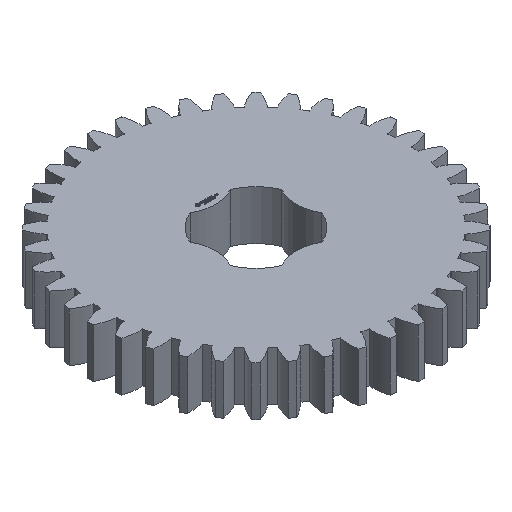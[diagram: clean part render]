
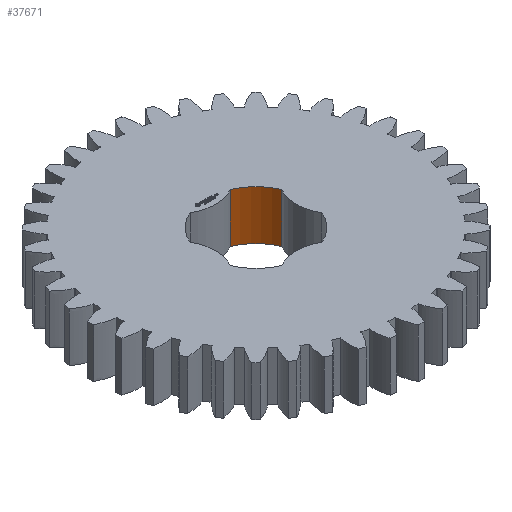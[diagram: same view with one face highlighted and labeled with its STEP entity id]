
A CAD part, isometric view. The second image highlights one B-rep face of the part: STEP entity #37671.
In plain terms, the highlighted cylindrical face has radius 6.35 mm (diameter 12.7 mm), a partial arc.
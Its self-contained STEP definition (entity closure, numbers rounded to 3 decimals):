
#93 = PLANE('',#94);
#94 = AXIS2_PLACEMENT_3D('',#95,#96,#97);
#95 = CARTESIAN_POINT('',(0.,0.,6.25)
  );
#96 = DIRECTION('',(0.,0.,1.));
#97 = DIRECTION('',(1.,0.,0.));
#168 = PLANE('',#169);
#169 = AXIS2_PLACEMENT_3D('',#170,#171,#172);
#170 = CARTESIAN_POINT('',(0.,0.,0.));
#171 = DIRECTION('',(0.,0.,1.));
#172 = DIRECTION('',(1.,0.,0.));
#11594 = VERTEX_POINT('',#11595);
#11595 = CARTESIAN_POINT('',(2.55,5.816,0.));
#11610 = CYLINDRICAL_SURFACE('',#11611,4.9);
#11611 = AXIS2_PLACEMENT_3D('',#11612,#11613,#11614);
#11612 = CARTESIAN_POINT('',(0.,10.,0.));
#11613 = DIRECTION('',(0.,-0.,-1.));
#11614 = DIRECTION('',(0.707,0.707,0.));
#11622 = EDGE_CURVE('',#11623,#11594,#11625,.T.);
#11623 = VERTEX_POINT('',#11624);
#11624 = CARTESIAN_POINT('',(5.816,2.55,0.));
#11625 = SURFACE_CURVE('',#11626,(#11631,#11638),.PCURVE_S1.);
#11626 = CIRCLE('',#11627,6.35);
#11627 = AXIS2_PLACEMENT_3D('',#11628,#11629,#11630);
#11628 = CARTESIAN_POINT('',(0.,0.,0.));
#11629 = DIRECTION('',(0.,-0.,1.));
#11630 = DIRECTION('',(0.707,0.707,0.));
#11631 = PCURVE('',#168,#11632);
#11632 = DEFINITIONAL_REPRESENTATION('',(#11633),#11637);
#11633 = CIRCLE('',#11634,6.35);
#11634 = AXIS2_PLACEMENT_2D('',#11635,#11636);
#11635 = CARTESIAN_POINT('',(0.,0.));
#11636 = DIRECTION('',(0.707,0.707));
#11637 = ( GEOMETRIC_REPRESENTATION_CONTEXT(2) 
PARAMETRIC_REPRESENTATION_CONTEXT() REPRESENTATION_CONTEXT('2D SPACE',''
  ) );
#11638 = PCURVE('',#11639,#11644);
#11639 = CYLINDRICAL_SURFACE('',#11640,6.35);
#11640 = AXIS2_PLACEMENT_3D('',#11641,#11642,#11643);
#11641 = CARTESIAN_POINT('',(0.,0.,0.));
#11642 = DIRECTION('',(0.,-0.,-1.));
#11643 = DIRECTION('',(0.707,0.707,0.));
#11644 = DEFINITIONAL_REPRESENTATION('',(#11645),#11649);
#11645 = LINE('',#11646,#11647);
#11646 = CARTESIAN_POINT('',(-0.,0.));
#11647 = VECTOR('',#11648,1.);
#11648 = DIRECTION('',(-1.,0.));
#11649 = ( GEOMETRIC_REPRESENTATION_CONTEXT(2) 
PARAMETRIC_REPRESENTATION_CONTEXT() REPRESENTATION_CONTEXT('2D SPACE',''
  ) );
#11668 = CYLINDRICAL_SURFACE('',#11669,4.9);
#11669 = AXIS2_PLACEMENT_3D('',#11670,#11671,#11672);
#11670 = CARTESIAN_POINT('',(10.,0.,0.));
#11671 = DIRECTION('',(0.,-0.,-1.));
#11672 = DIRECTION('',(0.707,0.707,0.));
#19930 = VERTEX_POINT('',#19931);
#19931 = CARTESIAN_POINT('',(2.55,5.816,6.25));
#19953 = EDGE_CURVE('',#19954,#19930,#19956,.T.);
#19954 = VERTEX_POINT('',#19955);
#19955 = CARTESIAN_POINT('',(5.816,2.55,6.25));
#19956 = SURFACE_CURVE('',#19957,(#19962,#19969),.PCURVE_S1.);
#19957 = CIRCLE('',#19958,6.35);
#19958 = AXIS2_PLACEMENT_3D('',#19959,#19960,#19961);
#19959 = CARTESIAN_POINT('',(0.,0.,6.25)
  );
#19960 = DIRECTION('',(0.,-0.,1.));
#19961 = DIRECTION('',(0.707,0.707,0.));
#19962 = PCURVE('',#93,#19963);
#19963 = DEFINITIONAL_REPRESENTATION('',(#19964),#19968);
#19964 = CIRCLE('',#19965,6.35);
#19965 = AXIS2_PLACEMENT_2D('',#19966,#19967);
#19966 = CARTESIAN_POINT('',(0.,0.));
#19967 = DIRECTION('',(0.707,0.707));
#19968 = ( GEOMETRIC_REPRESENTATION_CONTEXT(2) 
PARAMETRIC_REPRESENTATION_CONTEXT() REPRESENTATION_CONTEXT('2D SPACE',''
  ) );
#19969 = PCURVE('',#11639,#19970);
#19970 = DEFINITIONAL_REPRESENTATION('',(#19971),#19975);
#19971 = LINE('',#19972,#19973);
#19972 = CARTESIAN_POINT('',(-0.,-6.25));
#19973 = VECTOR('',#19974,1.);
#19974 = DIRECTION('',(-1.,0.));
#19975 = ( GEOMETRIC_REPRESENTATION_CONTEXT(2) 
PARAMETRIC_REPRESENTATION_CONTEXT() REPRESENTATION_CONTEXT('2D SPACE',''
  ) );
#37648 = EDGE_CURVE('',#11623,#19954,#37649,.T.);
#37649 = SURFACE_CURVE('',#37650,(#37654,#37661),.PCURVE_S1.);
#37650 = LINE('',#37651,#37652);
#37651 = CARTESIAN_POINT('',(5.816,2.55,0.));
#37652 = VECTOR('',#37653,1.);
#37653 = DIRECTION('',(0.,0.,1.));
#37654 = PCURVE('',#11668,#37655);
#37655 = DEFINITIONAL_REPRESENTATION('',(#37656),#37660);
#37656 = LINE('',#37657,#37658);
#37657 = CARTESIAN_POINT('',(-1.809,0.));
#37658 = VECTOR('',#37659,1.);
#37659 = DIRECTION('',(-0.,-1.));
#37660 = ( GEOMETRIC_REPRESENTATION_CONTEXT(2) 
PARAMETRIC_REPRESENTATION_CONTEXT() REPRESENTATION_CONTEXT('2D SPACE',''
  ) );
#37661 = PCURVE('',#11639,#37662);
#37662 = DEFINITIONAL_REPRESENTATION('',(#37663),#37667);
#37663 = LINE('',#37664,#37665);
#37664 = CARTESIAN_POINT('',(-5.911,0.));
#37665 = VECTOR('',#37666,1.);
#37666 = DIRECTION('',(-0.,-1.));
#37667 = ( GEOMETRIC_REPRESENTATION_CONTEXT(2) 
PARAMETRIC_REPRESENTATION_CONTEXT() REPRESENTATION_CONTEXT('2D SPACE',''
  ) );
#37671 = ADVANCED_FACE('',(#37672),#11639,.F.);
#37672 = FACE_BOUND('',#37673,.T.);
#37673 = EDGE_LOOP('',(#37674,#37675,#37676,#37697));
#37674 = ORIENTED_EDGE('',*,*,#37648,.T.);
#37675 = ORIENTED_EDGE('',*,*,#19953,.T.);
#37676 = ORIENTED_EDGE('',*,*,#37677,.F.);
#37677 = EDGE_CURVE('',#11594,#19930,#37678,.T.);
#37678 = SURFACE_CURVE('',#37679,(#37683,#37690),.PCURVE_S1.);
#37679 = LINE('',#37680,#37681);
#37680 = CARTESIAN_POINT('',(2.55,5.816,0.));
#37681 = VECTOR('',#37682,1.);
#37682 = DIRECTION('',(0.,0.,1.));
#37683 = PCURVE('',#11639,#37684);
#37684 = DEFINITIONAL_REPRESENTATION('',(#37685),#37689);
#37685 = LINE('',#37686,#37687);
#37686 = CARTESIAN_POINT('',(-6.655,0.));
#37687 = VECTOR('',#37688,1.);
#37688 = DIRECTION('',(-0.,-1.));
#37689 = ( GEOMETRIC_REPRESENTATION_CONTEXT(2) 
PARAMETRIC_REPRESENTATION_CONTEXT() REPRESENTATION_CONTEXT('2D SPACE',''
  ) );
#37690 = PCURVE('',#11610,#37691);
#37691 = DEFINITIONAL_REPRESENTATION('',(#37692),#37696);
#37692 = LINE('',#37693,#37694);
#37693 = CARTESIAN_POINT('',(-4.474,0.));
#37694 = VECTOR('',#37695,1.);
#37695 = DIRECTION('',(-0.,-1.));
#37696 = ( GEOMETRIC_REPRESENTATION_CONTEXT(2) 
PARAMETRIC_REPRESENTATION_CONTEXT() REPRESENTATION_CONTEXT('2D SPACE',''
  ) );
#37697 = ORIENTED_EDGE('',*,*,#11622,.F.);
